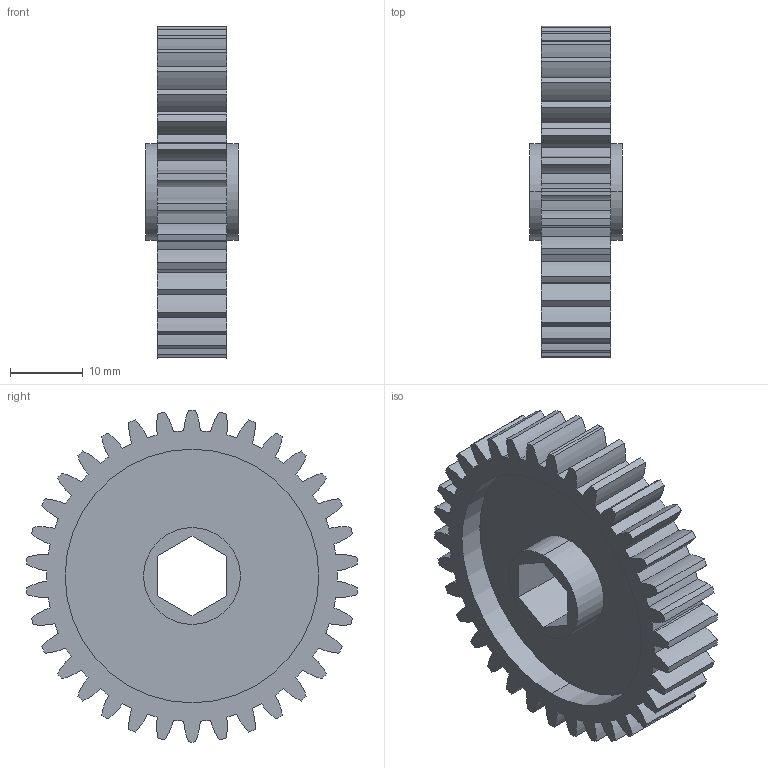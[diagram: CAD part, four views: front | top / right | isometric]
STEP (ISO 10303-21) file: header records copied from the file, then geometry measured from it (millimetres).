
FILE_DESCRIPTION (( 'STEP AP214' ), '1' );
FILE_NAME ('am-3537 34T 20DP 375hex 375 FW.STEP', '2016-11-30T20:54:35', ( '' ), ( '' ), 'SwSTEP 2.0', 'SolidWorks 2014', '' );
FILE_SCHEMA (( 'AUTOMOTIVE_DESIGN' ));
Length unit declared in the file: inch
Products named in the file (1): am-3537 34T 20DP 375hex 375 FW
Bounding box: 12.7 x 45.6 x 45.72 mm (x, y, z)
Volume: 7378.1 mm3; surface area: 7008.9 mm2
Topology: 1 solids, 1 shells, 161 faces, 465 edges, 310 vertices
Faces by surface type: cylinder 149, plane 12
Entity records: 5521 total; most frequent: DIRECTION 1087, CARTESIAN_POINT 937, ORIENTED_EDGE 930, EDGE_CURVE 465, AXIS2_PLACEMENT_3D 460, VERTEX_POINT 310, CIRCLE 298, VECTOR 167
